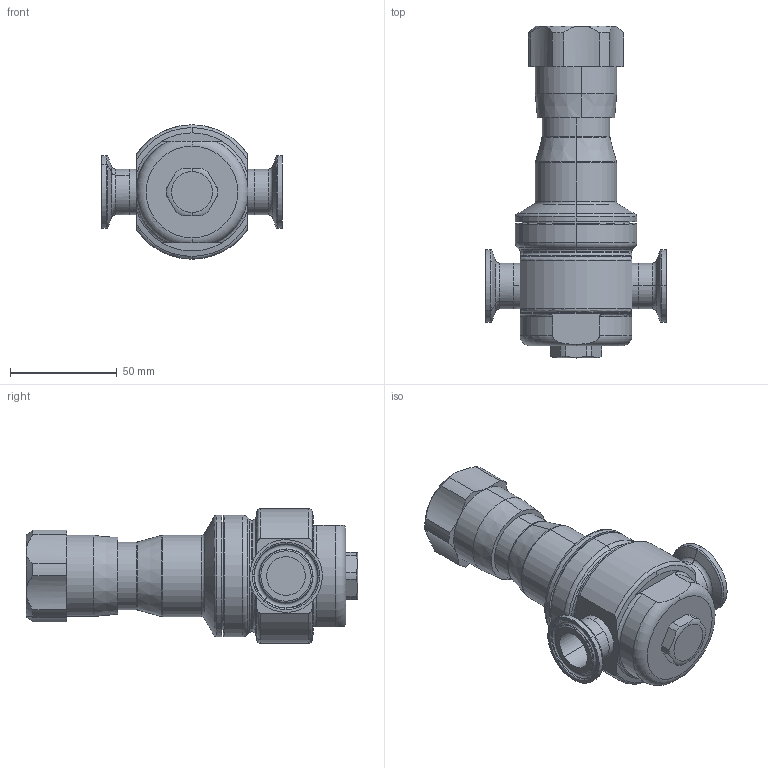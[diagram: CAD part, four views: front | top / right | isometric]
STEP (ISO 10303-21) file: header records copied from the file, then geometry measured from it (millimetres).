
FILE_DESCRIPTION (( 'STEP AP203' ), '1' );
FILE_NAME ('JSR-050-VA.STEP', '2017-06-21T16:58:45', ( '' ), ( '' ), 'SwSTEP 2.0', 'SolidWorks 2014', '' );
FILE_SCHEMA (( 'CONFIG_CONTROL_DESIGN' ));
Length unit declared in the file: inch
Products named in the file (2): JSR-050-VA
Bounding box: 84.66 x 155.25 x 62.87 mm (x, y, z)
Volume: 266979.9 mm3; surface area: 34650.4 mm2
Topology: 1 solids, 1 shells, 168 faces, 385 edges, 229 vertices
Faces by surface type: cylinder 54, torus 51, cone 33, plane 30
Entity records: 5362 total; most frequent: CARTESIAN_POINT 1348, DIRECTION 899, ORIENTED_EDGE 770, AXIS2_PLACEMENT_3D 402, EDGE_CURVE 385, CIRCLE 232, VERTEX_POINT 229, EDGE_LOOP 178
